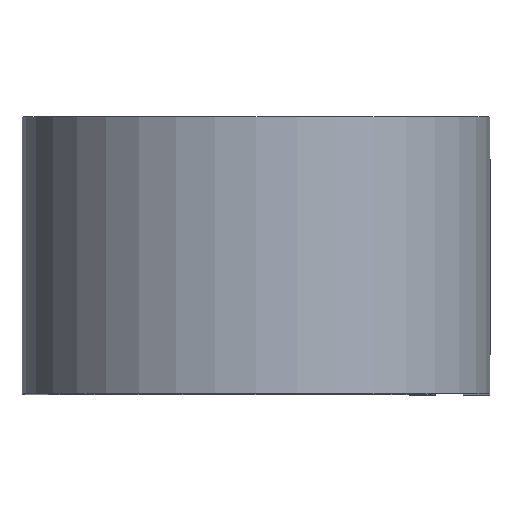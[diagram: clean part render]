
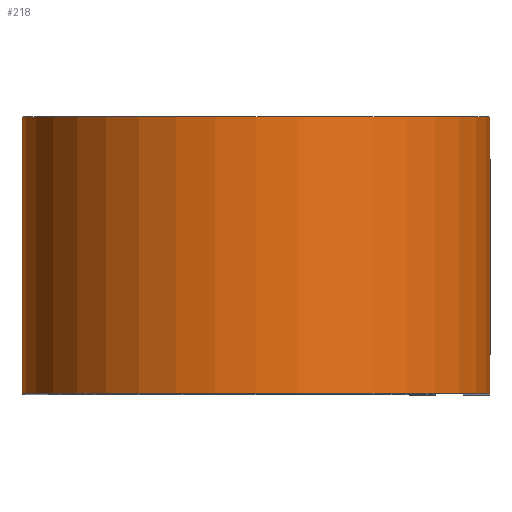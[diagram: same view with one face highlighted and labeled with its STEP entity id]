
A CAD part, top view. The second image highlights one B-rep face of the part: STEP entity #218.
In plain terms, the highlighted cylindrical face has radius 13.424 mm (diameter 26.848 mm), a partial arc.
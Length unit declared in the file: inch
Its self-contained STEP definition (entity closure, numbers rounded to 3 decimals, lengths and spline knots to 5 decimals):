
#59 = CARTESIAN_POINT ( 'NONE',  ( 0., -0.3125, 0.937 ) ) ;
#61 = ORIENTED_EDGE ( 'NONE', *, *, #778, .F. ) ;
#74 = CARTESIAN_POINT ( 'NONE',  ( 0.5285, 0.3125, 0.937 ) ) ;
#111 = CARTESIAN_POINT ( 'NONE',  ( 0.5285, -0.3125, 0.937 ) ) ;
#132 = DIRECTION ( 'NONE',  ( 1., 0., 0. ) ) ;
#184 = VERTEX_POINT ( 'NONE', #663 ) ;
#186 = EDGE_CURVE ( 'NONE', #547, #703, #309, .T. ) ;
#201 = CARTESIAN_POINT ( 'NONE',  ( -0.5285, 0.3125, 0.937 ) ) ;
#204 = DIRECTION ( 'NONE',  ( 0., 0., -1. ) ) ;
#206 = EDGE_CURVE ( 'NONE', #802, #547, #287, .T. ) ;
#218 = ADVANCED_FACE ( 'NONE', ( #792 ), #239, .T. ) ;
#239 = CYLINDRICAL_SURFACE ( 'NONE', #618, 0.5285 ) ;
#248 = ORIENTED_EDGE ( 'NONE', *, *, #206, .T. ) ;
#271 = CARTESIAN_POINT ( 'NONE',  ( -0.5285, 0.3125, 0.937 ) ) ;
#283 = ORIENTED_EDGE ( 'NONE', *, *, #346, .F. ) ;
#287 = LINE ( 'NONE', #201, #768 ) ;
#309 = CIRCLE ( 'NONE', #815, 0.5285 ) ;
#340 = CIRCLE ( 'NONE', #377, 0.5285 ) ;
#344 = CARTESIAN_POINT ( 'NONE',  ( 0., 0.3125, 0.937 ) ) ;
#346 = EDGE_CURVE ( 'NONE', #184, #703, #689, .T. ) ;
#359 = CARTESIAN_POINT ( 'NONE',  ( 0., 0.3125, 0.937 ) ) ;
#377 = AXIS2_PLACEMENT_3D ( 'NONE', #344, #780, #506 ) ;
#422 = DIRECTION ( 'NONE',  ( 0., -1., 0. ) ) ;
#442 = CARTESIAN_POINT ( 'NONE',  ( -0.5285, -0.3125, 0.937 ) ) ;
#475 = DIRECTION ( 'NONE',  ( 0., -1., 0. ) ) ;
#506 = DIRECTION ( 'NONE',  ( 1., 0., 0. ) ) ;
#544 = DIRECTION ( 'NONE',  ( 0., 1., 0. ) ) ;
#547 = VERTEX_POINT ( 'NONE', #442 ) ;
#618 = AXIS2_PLACEMENT_3D ( 'NONE', #359, #724, #204 ) ;
#663 = CARTESIAN_POINT ( 'NONE',  ( 0.5285, 0.3125, 0.937 ) ) ;
#689 = LINE ( 'NONE', #74, #822 ) ;
#703 = VERTEX_POINT ( 'NONE', #111 ) ;
#724 = DIRECTION ( 'NONE',  ( 0., -1., 0. ) ) ;
#760 = ORIENTED_EDGE ( 'NONE', *, *, #186, .T. ) ;
#768 = VECTOR ( 'NONE', #475, 39.37008 ) ;
#778 = EDGE_CURVE ( 'NONE', #802, #184, #340, .T. ) ;
#780 = DIRECTION ( 'NONE',  ( 0., 1., 0. ) ) ;
#792 = FACE_OUTER_BOUND ( 'NONE', #810, .T. ) ;
#802 = VERTEX_POINT ( 'NONE', #271 ) ;
#810 = EDGE_LOOP ( 'NONE', ( #760, #283, #61, #248 ) ) ;
#815 = AXIS2_PLACEMENT_3D ( 'NONE', #59, #544, #132 ) ;
#822 = VECTOR ( 'NONE', #422, 39.37008 ) ;
